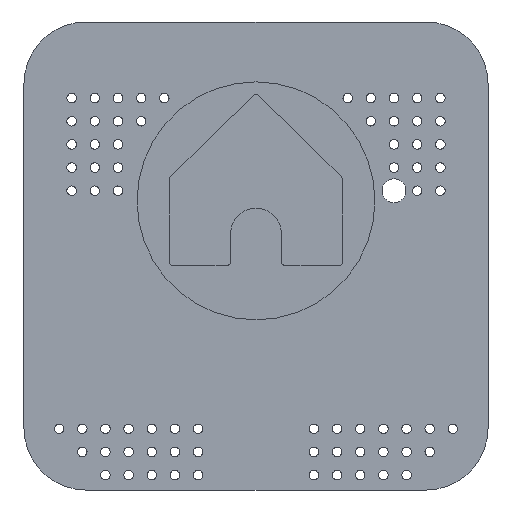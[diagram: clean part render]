
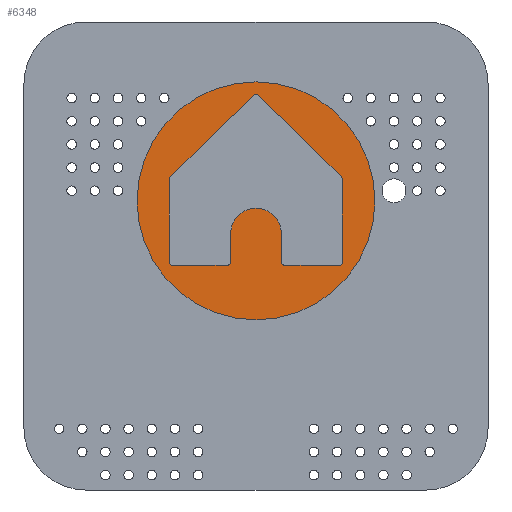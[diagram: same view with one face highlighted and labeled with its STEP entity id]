
A CAD part, front view. The second image highlights one B-rep face of the part: STEP entity #6348.
In plain terms, the highlighted planar face has unit normal (0, -1, 0).
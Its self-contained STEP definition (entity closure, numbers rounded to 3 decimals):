
#5558 = VERTEX_POINT('',#5559);
#5559 = CARTESIAN_POINT('',(15.,-2.97,6.954));
#5565 = EDGE_CURVE('',#5558,#5558,#5566,.T.);
#5566 = CIRCLE('',#5567,15.);
#5567 = AXIS2_PLACEMENT_3D('',#5568,#5569,#5570);
#5568 = CARTESIAN_POINT('',(0.,-2.97,6.954));
#5569 = DIRECTION('',(0.,-1.,0.));
#5570 = DIRECTION('',(1.,0.,0.));
#6348 = ADVANCED_FACE('',(#6349,#6352),#6490,.F.);
#6349 = FACE_BOUND('',#6350,.F.);
#6350 = EDGE_LOOP('',(#6351));
#6351 = ORIENTED_EDGE('',*,*,#5565,.F.);
#6352 = FACE_BOUND('',#6353,.F.);
#6353 = EDGE_LOOP('',(#6354,#6365,#6373,#6382,#6390,#6399,#6407,#6416,
    #6424,#6433,#6441,#6450,#6458,#6467,#6475,#6484));
#6354 = ORIENTED_EDGE('',*,*,#6355,.F.);
#6355 = EDGE_CURVE('',#6356,#6358,#6360,.T.);
#6356 = VERTEX_POINT('',#6357);
#6357 = CARTESIAN_POINT('',(3.19,-2.97,2.839));
#6358 = VERTEX_POINT('',#6359);
#6359 = CARTESIAN_POINT('',(-3.19,-2.97,2.839));
#6360 = CIRCLE('',#6361,3.19);
#6361 = AXIS2_PLACEMENT_3D('',#6362,#6363,#6364);
#6362 = CARTESIAN_POINT('',(0.,-2.97,2.839));
#6363 = DIRECTION('',(0.,-1.,0.));
#6364 = DIRECTION('',(1.,0.,0.));
#6365 = ORIENTED_EDGE('',*,*,#6366,.T.);
#6366 = EDGE_CURVE('',#6356,#6367,#6369,.T.);
#6367 = VERTEX_POINT('',#6368);
#6368 = CARTESIAN_POINT('',(3.19,-2.97,-0.822));
#6369 = LINE('',#6370,#6371);
#6370 = CARTESIAN_POINT('',(3.19,-2.97,3.066));
#6371 = VECTOR('',#6372,1.);
#6372 = DIRECTION('',(0.,0.,-1.));
#6373 = ORIENTED_EDGE('',*,*,#6374,.T.);
#6374 = EDGE_CURVE('',#6367,#6375,#6377,.T.);
#6375 = VERTEX_POINT('',#6376);
#6376 = CARTESIAN_POINT('',(3.62,-2.97,-1.171));
#6377 = CIRCLE('',#6378,0.44);
#6378 = AXIS2_PLACEMENT_3D('',#6379,#6380,#6381);
#6379 = CARTESIAN_POINT('',(3.62,-2.97,-0.731));
#6380 = DIRECTION('',(0.,-1.,0.));
#6381 = DIRECTION('',(1.,0.,0.));
#6382 = ORIENTED_EDGE('',*,*,#6383,.T.);
#6383 = EDGE_CURVE('',#6375,#6384,#6386,.T.);
#6384 = VERTEX_POINT('',#6385);
#6385 = CARTESIAN_POINT('',(10.55,-2.97,-1.171));
#6386 = LINE('',#6387,#6388);
#6387 = CARTESIAN_POINT('',(5.275,-2.97,-1.171));
#6388 = VECTOR('',#6389,1.);
#6389 = DIRECTION('',(1.,0.,0.));
#6390 = ORIENTED_EDGE('',*,*,#6391,.T.);
#6391 = EDGE_CURVE('',#6384,#6392,#6394,.T.);
#6392 = VERTEX_POINT('',#6393);
#6393 = CARTESIAN_POINT('',(10.9,-2.97,-0.821));
#6394 = CIRCLE('',#6395,0.35);
#6395 = AXIS2_PLACEMENT_3D('',#6396,#6397,#6398);
#6396 = CARTESIAN_POINT('',(10.55,-2.97,-0.821));
#6397 = DIRECTION('',(0.,-1.,0.));
#6398 = DIRECTION('',(1.,0.,0.));
#6399 = ORIENTED_EDGE('',*,*,#6400,.T.);
#6400 = EDGE_CURVE('',#6392,#6401,#6403,.T.);
#6401 = VERTEX_POINT('',#6402);
#6402 = CARTESIAN_POINT('',(10.9,-2.97,9.629));
#6403 = LINE('',#6404,#6405);
#6404 = CARTESIAN_POINT('',(10.9,-2.97,8.291));
#6405 = VECTOR('',#6406,1.);
#6406 = DIRECTION('',(0.,0.,1.));
#6407 = ORIENTED_EDGE('',*,*,#6408,.T.);
#6408 = EDGE_CURVE('',#6401,#6409,#6411,.T.);
#6409 = VERTEX_POINT('',#6410);
#6410 = CARTESIAN_POINT('',(10.729,-2.97,10.036));
#6411 = CIRCLE('',#6412,0.57);
#6412 = AXIS2_PLACEMENT_3D('',#6413,#6414,#6415);
#6413 = CARTESIAN_POINT('',(10.33,-2.97,9.629));
#6414 = DIRECTION('',(0.,-1.,0.));
#6415 = DIRECTION('',(1.,0.,0.));
#6416 = ORIENTED_EDGE('',*,*,#6417,.T.);
#6417 = EDGE_CURVE('',#6409,#6418,#6420,.T.);
#6418 = VERTEX_POINT('',#6419);
#6419 = CARTESIAN_POINT('',(0.289,-2.97,20.271));
#6420 = LINE('',#6421,#6422);
#6421 = CARTESIAN_POINT('',(3.544,-2.97,17.08));
#6422 = VECTOR('',#6423,1.);
#6423 = DIRECTION('',(-0.714,0.,0.7)
  );
#6424 = ORIENTED_EDGE('',*,*,#6425,.T.);
#6425 = EDGE_CURVE('',#6418,#6426,#6428,.T.);
#6426 = VERTEX_POINT('',#6427);
#6427 = CARTESIAN_POINT('',(-0.299,-2.97,20.271));
#6428 = CIRCLE('',#6429,0.42);
#6429 = AXIS2_PLACEMENT_3D('',#6430,#6431,#6432);
#6430 = CARTESIAN_POINT('',(-0.005,-2.97,19.971));
#6431 = DIRECTION('',(0.,-1.,0.));
#6432 = DIRECTION('',(1.,0.,0.));
#6433 = ORIENTED_EDGE('',*,*,#6434,.T.);
#6434 = EDGE_CURVE('',#6426,#6435,#6437,.T.);
#6435 = VERTEX_POINT('',#6436);
#6436 = CARTESIAN_POINT('',(-10.739,-2.97,10.036));
#6437 = LINE('',#6438,#6439);
#6438 = CARTESIAN_POINT('',(-8.771,-2.97,11.965));
#6439 = VECTOR('',#6440,1.);
#6440 = DIRECTION('',(-0.714,0.,
    -0.7));
#6441 = ORIENTED_EDGE('',*,*,#6442,.T.);
#6442 = EDGE_CURVE('',#6435,#6443,#6445,.T.);
#6443 = VERTEX_POINT('',#6444);
#6444 = CARTESIAN_POINT('',(-10.91,-2.97,9.629));
#6445 = CIRCLE('',#6446,0.57);
#6446 = AXIS2_PLACEMENT_3D('',#6447,#6448,#6449);
#6447 = CARTESIAN_POINT('',(-10.34,-2.97,9.629));
#6448 = DIRECTION('',(0.,-1.,0.));
#6449 = DIRECTION('',(1.,0.,0.));
#6450 = ORIENTED_EDGE('',*,*,#6451,.T.);
#6451 = EDGE_CURVE('',#6443,#6452,#6454,.T.);
#6452 = VERTEX_POINT('',#6453);
#6453 = CARTESIAN_POINT('',(-10.91,-2.97,-0.821));
#6454 = LINE('',#6455,#6456);
#6455 = CARTESIAN_POINT('',(-10.91,-2.97,3.066));
#6456 = VECTOR('',#6457,1.);
#6457 = DIRECTION('',(0.,0.,-1.));
#6458 = ORIENTED_EDGE('',*,*,#6459,.T.);
#6459 = EDGE_CURVE('',#6452,#6460,#6462,.T.);
#6460 = VERTEX_POINT('',#6461);
#6461 = CARTESIAN_POINT('',(-10.56,-2.97,-1.171));
#6462 = CIRCLE('',#6463,0.35);
#6463 = AXIS2_PLACEMENT_3D('',#6464,#6465,#6466);
#6464 = CARTESIAN_POINT('',(-10.56,-2.97,-0.821));
#6465 = DIRECTION('',(0.,-1.,0.));
#6466 = DIRECTION('',(1.,0.,0.));
#6467 = ORIENTED_EDGE('',*,*,#6468,.T.);
#6468 = EDGE_CURVE('',#6460,#6469,#6471,.T.);
#6469 = VERTEX_POINT('',#6470);
#6470 = CARTESIAN_POINT('',(-3.63,-2.97,-1.171));
#6471 = LINE('',#6472,#6473);
#6472 = CARTESIAN_POINT('',(-1.815,-2.97,-1.171));
#6473 = VECTOR('',#6474,1.);
#6474 = DIRECTION('',(1.,0.,0.));
#6475 = ORIENTED_EDGE('',*,*,#6476,.T.);
#6476 = EDGE_CURVE('',#6469,#6477,#6479,.T.);
#6477 = VERTEX_POINT('',#6478);
#6478 = CARTESIAN_POINT('',(-3.19,-2.97,-0.731));
#6479 = CIRCLE('',#6480,0.44);
#6480 = AXIS2_PLACEMENT_3D('',#6481,#6482,#6483);
#6481 = CARTESIAN_POINT('',(-3.63,-2.97,-0.731));
#6482 = DIRECTION('',(0.,-1.,0.));
#6483 = DIRECTION('',(1.,0.,0.));
#6484 = ORIENTED_EDGE('',*,*,#6485,.T.);
#6485 = EDGE_CURVE('',#6477,#6358,#6486,.T.);
#6486 = LINE('',#6487,#6488);
#6487 = CARTESIAN_POINT('',(-3.19,-2.97,4.896));
#6488 = VECTOR('',#6489,1.);
#6489 = DIRECTION('',(0.,0.,1.));
#6490 = PLANE('',#6491);
#6491 = AXIS2_PLACEMENT_3D('',#6492,#6493,#6494);
#6492 = CARTESIAN_POINT('',(0.,-2.97,6.954));
#6493 = DIRECTION('',(0.,1.,0.));
#6494 = DIRECTION('',(0.,0.,1.));
